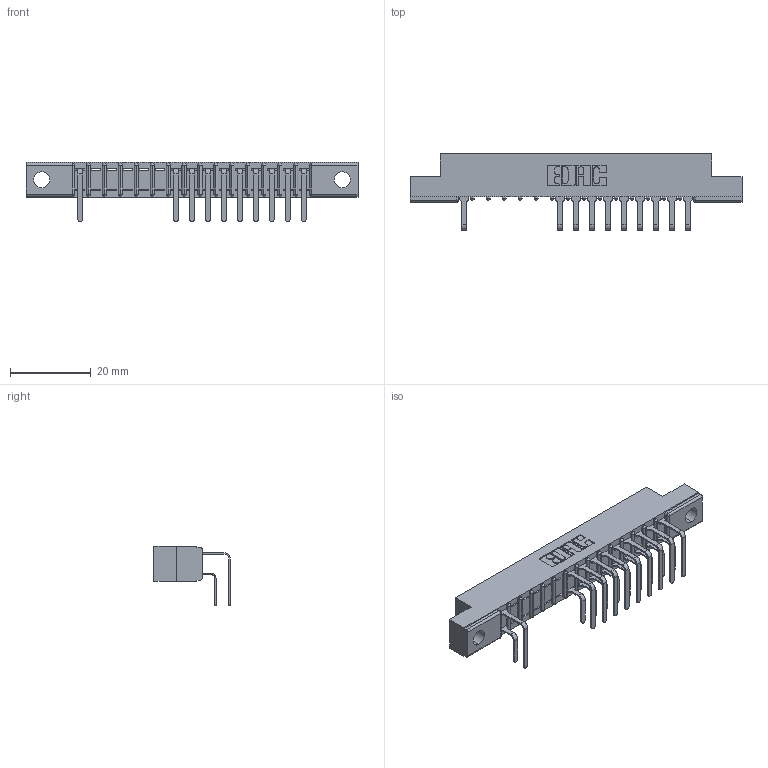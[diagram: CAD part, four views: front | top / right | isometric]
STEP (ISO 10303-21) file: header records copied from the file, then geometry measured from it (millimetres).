
FILE_DESCRIPTION (( 'STEP AP203' ), '1' );
FILE_NAME ('357-015-558-104.STEP', '2018-08-08T01:07:43', ( '' ), ( '' ), 'SwSTEP 2.0', 'SolidWorks 2016', '' );
FILE_SCHEMA (( 'CONFIG_CONTROL_DESIGN' ));
Length unit declared in the file: inch
Products named in the file (4): 357-015-558-104; 307 Part_.156 Dia Mounting Holes; 307-290-001_558 559 - 1 (Single); 307-290-001_558 - 2 (Single)
Assembly tree (21 placements, depth 2):
  357-015-558-104
    307 Part_.156 Dia Mounting Holes
    307-290-001_558 559 - 1 (Single)  x10
    307-290-001_558 - 2 (Single)  x10
Bounding box: 82.45 x 18.96 x 14.81 mm (x, y, z)
Volume: 5247 mm3; surface area: 8525.5 mm2
Topology: 21 solids, 21 shells, 1248 faces, 3519 edges, 2274 vertices
Faces by surface type: plane 804, cylinder 412, sphere 32
Entity records: 18213 total; most frequent: CARTESIAN_POINT 3037, ORIENTED_EDGE 3014, DIRECTION 2967, EDGE_CURVE 1507, LINE 1151, VECTOR 1151, VERTEX_POINT 978, AXIS2_PLACEMENT_3D 908
